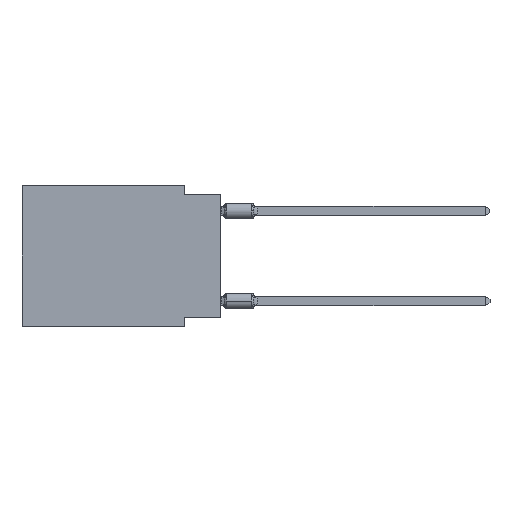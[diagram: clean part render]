
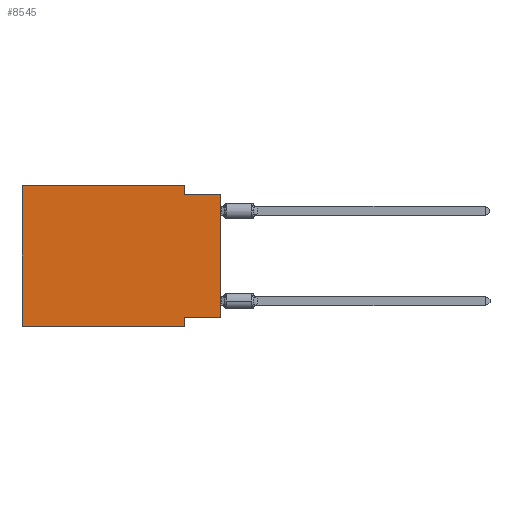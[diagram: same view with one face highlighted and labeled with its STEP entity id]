
A CAD part, left-side view. The second image highlights one B-rep face of the part: STEP entity #8545.
In plain terms, the highlighted planar face has unit normal (-1, 0, 0).
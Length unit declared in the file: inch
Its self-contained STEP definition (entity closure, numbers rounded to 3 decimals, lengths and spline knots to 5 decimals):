
#148 = VECTOR ( 'NONE', #49572, 39.37008 ) ;
#2848 = ORIENTED_EDGE ( 'NONE', *, *, #38362, .F. ) ;
#4300 = LINE ( 'NONE', #65282, #19588 ) ;
#5024 = PLANE ( 'NONE',  #64638 ) ;
#5519 = CARTESIAN_POINT ( 'NONE',  ( 0., 0.55, 0. ) ) ;
#5613 = DIRECTION ( 'NONE',  ( 0., -1., 0. ) ) ;
#7650 = EDGE_CURVE ( 'NONE', #22096, #44565, #4300, .T. ) ;
#8277 = EDGE_CURVE ( 'NONE', #26325, #44565, #58018, .T. ) ;
#8412 = ORIENTED_EDGE ( 'NONE', *, *, #21408, .F. ) ;
#8545 = ADVANCED_FACE ( 'NONE', ( #40889 ), #5024, .F. ) ;
#10230 = CARTESIAN_POINT ( 'NONE',  ( 0., 0.55, -0.39 ) ) ;
#10237 = CARTESIAN_POINT ( 'NONE',  ( 0., 0., -0.365 ) ) ;
#10701 = DIRECTION ( 'NONE',  ( 0., 0., -1. ) ) ;
#12192 = CARTESIAN_POINT ( 'NONE',  ( 0., 0.1, 0. ) ) ;
#13054 = LINE ( 'NONE', #58324, #148 ) ;
#17190 = ORIENTED_EDGE ( 'NONE', *, *, #8277, .T. ) ;
#17817 = ORIENTED_EDGE ( 'NONE', *, *, #18432, .F. ) ;
#17906 = VERTEX_POINT ( 'NONE', #52546 ) ;
#18432 = EDGE_CURVE ( 'NONE', #24940, #35150, #46471, .T. ) ;
#19084 = LINE ( 'NONE', #59975, #53272 ) ;
#19588 = VECTOR ( 'NONE', #60271, 39.37008 ) ;
#19595 = DIRECTION ( 'NONE',  ( 0., -1., 0. ) ) ;
#21355 = CARTESIAN_POINT ( 'NONE',  ( 0., 0.55, -0.39 ) ) ;
#21408 = EDGE_CURVE ( 'NONE', #35150, #44880, #60824, .T. ) ;
#22096 = VERTEX_POINT ( 'NONE', #44260 ) ;
#22163 = DIRECTION ( 'NONE',  ( 0., 0., 1. ) ) ;
#22844 = VECTOR ( 'NONE', #22163, 39.37008 ) ;
#23156 = CARTESIAN_POINT ( 'NONE',  ( 0., 0., 0. ) ) ;
#23789 = DIRECTION ( 'NONE',  ( 0., 1., 0. ) ) ;
#24860 = ORIENTED_EDGE ( 'NONE', *, *, #55467, .F. ) ;
#24940 = VERTEX_POINT ( 'NONE', #10230 ) ;
#25803 = CARTESIAN_POINT ( 'NONE',  ( 0., 0.55, 0. ) ) ;
#26325 = VERTEX_POINT ( 'NONE', #10237 ) ;
#27418 = ORIENTED_EDGE ( 'NONE', *, *, #61503, .F. ) ;
#28846 = EDGE_CURVE ( 'NONE', #24940, #58326, #31754, .T. ) ;
#29924 = ORIENTED_EDGE ( 'NONE', *, *, #7650, .F. ) ;
#31754 = LINE ( 'NONE', #21355, #60531 ) ;
#32358 = VECTOR ( 'NONE', #51810, 39.37008 ) ;
#35150 = VERTEX_POINT ( 'NONE', #37836 ) ;
#37836 = CARTESIAN_POINT ( 'NONE',  ( 0., 0.55, 0. ) ) ;
#37922 = VECTOR ( 'NONE', #48075, 39.37008 ) ;
#38140 = CARTESIAN_POINT ( 'NONE',  ( 0., 0.1, 0. ) ) ;
#38362 = EDGE_CURVE ( 'NONE', #44880, #22096, #38990, .T. ) ;
#38990 = LINE ( 'NONE', #12192, #37922 ) ;
#40889 = FACE_OUTER_BOUND ( 'NONE', #43645, .T. ) ;
#42308 = ORIENTED_EDGE ( 'NONE', *, *, #28846, .T. ) ;
#43645 = EDGE_LOOP ( 'NONE', ( #17190, #29924, #2848, #8412, #17817, #42308, #27418, #24860 ) ) ;
#44260 = CARTESIAN_POINT ( 'NONE',  ( 0., 0.1, -0.025 ) ) ;
#44565 = VERTEX_POINT ( 'NONE', #54296 ) ;
#44880 = VERTEX_POINT ( 'NONE', #38140 ) ;
#46471 = LINE ( 'NONE', #56846, #32358 ) ;
#48075 = DIRECTION ( 'NONE',  ( 0., 0., -1. ) ) ;
#49572 = DIRECTION ( 'NONE',  ( 0., 0., -1. ) ) ;
#51810 = DIRECTION ( 'NONE',  ( 0., 0., 1. ) ) ;
#52546 = CARTESIAN_POINT ( 'NONE',  ( 0., 0.1, -0.365 ) ) ;
#53272 = VECTOR ( 'NONE', #23789, 39.37008 ) ;
#54296 = CARTESIAN_POINT ( 'NONE',  ( 0., 0., -0.025 ) ) ;
#54863 = VECTOR ( 'NONE', #19595, 39.37008 ) ;
#55467 = EDGE_CURVE ( 'NONE', #26325, #17906, #19084, .T. ) ;
#55563 = CARTESIAN_POINT ( 'NONE',  ( 0., 0.1, -0.39 ) ) ;
#56639 = DIRECTION ( 'NONE',  ( 1., 0., 0. ) ) ;
#56846 = CARTESIAN_POINT ( 'NONE',  ( 0., 0.55, 0. ) ) ;
#58018 = LINE ( 'NONE', #23156, #22844 ) ;
#58324 = CARTESIAN_POINT ( 'NONE',  ( 0., 0.1, -0.39 ) ) ;
#58326 = VERTEX_POINT ( 'NONE', #55563 ) ;
#59975 = CARTESIAN_POINT ( 'NONE',  ( 0., 0., -0.365 ) ) ;
#60271 = DIRECTION ( 'NONE',  ( 0., -1., 0. ) ) ;
#60531 = VECTOR ( 'NONE', #5613, 39.37008 ) ;
#60824 = LINE ( 'NONE', #5519, #54863 ) ;
#61503 = EDGE_CURVE ( 'NONE', #17906, #58326, #13054, .T. ) ;
#64638 = AXIS2_PLACEMENT_3D ( 'NONE', #25803, #56639, #10701 ) ;
#65282 = CARTESIAN_POINT ( 'NONE',  ( 0., 0., -0.025 ) ) ;
